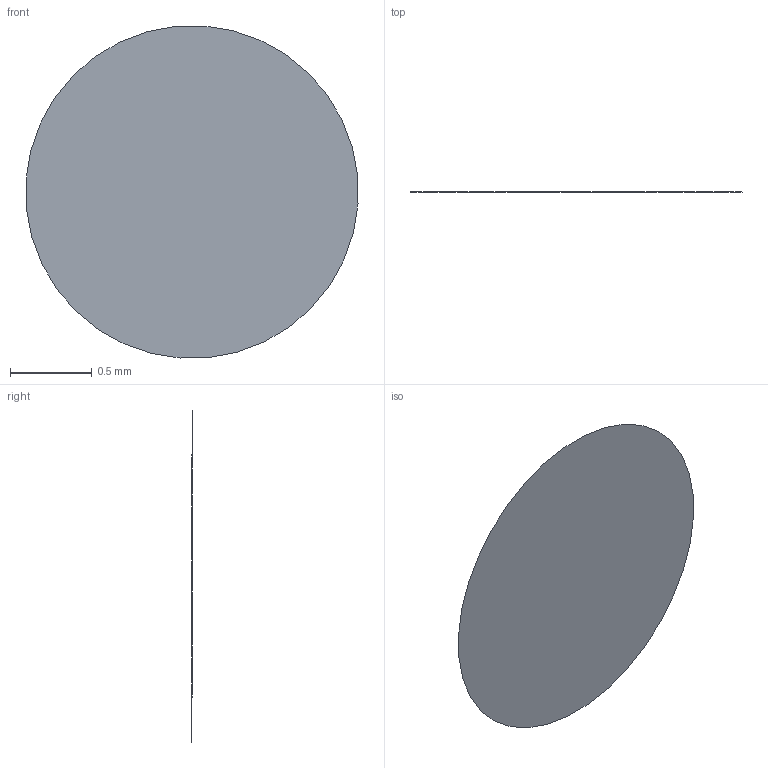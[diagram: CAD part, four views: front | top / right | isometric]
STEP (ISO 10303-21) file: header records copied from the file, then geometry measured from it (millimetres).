
FILE_DESCRIPTION(/* description */ (''),/* implementation_level */ '2;1');
FILE_NAME(/* name */ 'Tip.step',/* time_stamp */ '2024-05-27T20:13:55+03:00',/* author */ (''),/* organization */ (''),/* preprocessor_version */ 'ST-DEVELOPER v20',/* originating_system */ 'Autodesk Translation Framework v13.14.0.145',/* authorisation */ '');
FILE_SCHEMA (('AUTOMOTIVE_DESIGN { 1 0 10303 214 3 1 1 }'));
Length unit declared in the file: millimetre
Products named in the file (1): Tip
Bounding box: 2.02 x 0 x 2.02 mm (x, y, z)
Surface area: 8.4 mm2
Topology: 1 solids, 1 shells, 2 faces, 3 edges, 2 vertices
Faces by surface type: cone 1, plane 1
Entity records: 76 total; most frequent: DIRECTION 9, CARTESIAN_POINT 7, ORIENTED_EDGE 4, AXIS2_PLACEMENT_3D 4, FACE_OUTER_BOUND 2, EDGE_LOOP 2, VERTEX_POINT 2, EDGE_CURVE 2
